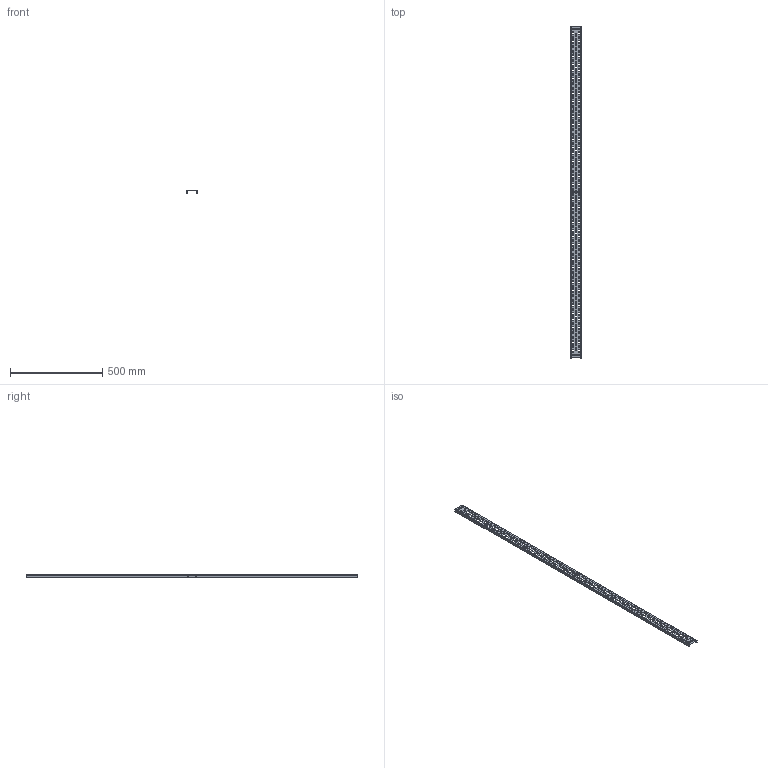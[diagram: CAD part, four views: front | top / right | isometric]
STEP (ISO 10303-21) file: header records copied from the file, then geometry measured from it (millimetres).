
FILE_DESCRIPTION((''),'2;1');
FILE_NAME('OPEN_CASCADE_STEP_TRANSLATOR-_1_ASM','2023-02-24T09:01:45',('klemen.sitar'),('Audax d.o.o.'),'CREO PARAMETRIC BY PTC INC, 2021304','CREO PARAMETRIC BY PTC INC, 2021304','');
FILE_SCHEMA(('AP242_MANAGED_MODEL_BASED_3D_ENGINEERING_MIM_LF { 1 0 10303 442 1 1 4 }'));
Length unit declared in the file: millimetre
Products named in the file (2): OPEN_CASCADE_STEP_TRANSLA-748_1; OPEN_CASCADE_STEP_TRANSLATOR-_1_ASM
Assembly tree (1 placements, depth 2):
  OPEN_CASCADE_STEP_TRANSLATOR-_1_ASM
    OPEN_CASCADE_STEP_TRANSLA-748_1
Bounding box: 57 x 1800 x 15 mm (x, y, z)
Volume: 237480.9 mm3; surface area: 265357.7 mm2
Topology: 1 solids, 1 shells, 920 faces, 2754 edges, 1836 vertices
Faces by surface type: plane 848, cylinder 72
Entity records: 46553 total; most frequent: CARTESIAN_POINT 5517, ORIENTED_EDGE 5508, DIRECTION 4746, PRESENTATION_STYLE_ASSIGNMENT 3675, STYLED_ITEM 3675, CURVE_STYLE 2754, EDGE_CURVE 2754, VECTOR 2608
